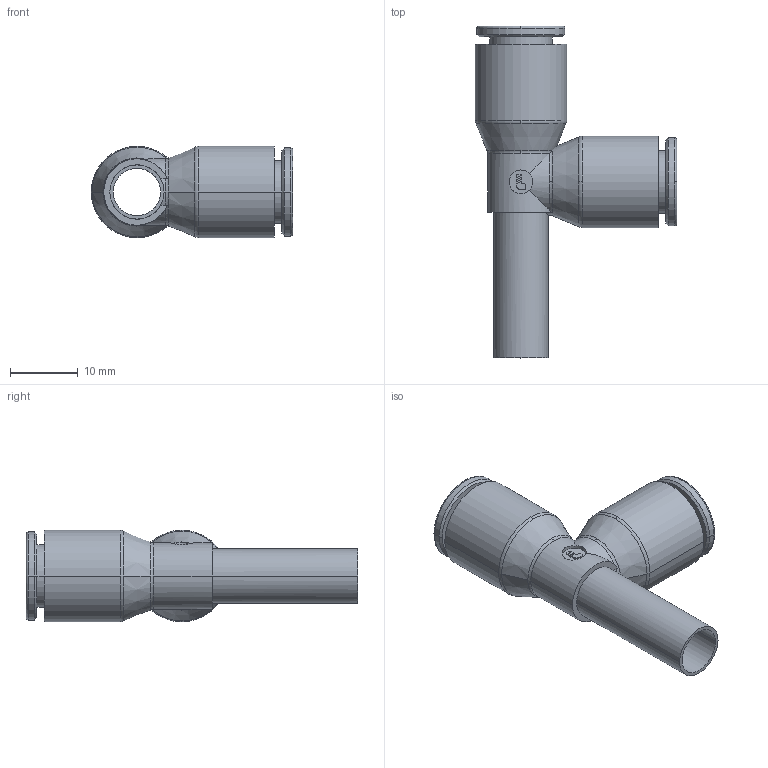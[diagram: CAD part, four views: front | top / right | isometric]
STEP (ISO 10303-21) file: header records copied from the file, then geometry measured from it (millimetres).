
FILE_DESCRIPTION(('STEP AP214'),'1');
FILE_NAME('3183_08_00.stp','2016-07-07T14:59:09',('TraceParts'),('TraceParts S.A.'),'Spatial InterOp 3D',' ',' ');
FILE_SCHEMA(('automotive_design'));
Length unit declared in the file: millimetre
Products named in the file (1): 1
Bounding box: 29.75 x 49 x 13.5 mm (x, y, z)
Volume: 3399 mm3; surface area: 4350.8 mm2
Topology: 1 solids, 1 shells, 82 faces, 217 edges, 141 vertices
Faces by surface type: cylinder 34, plane 25, torus 14, cone 8, sphere 1
Entity records: 2894 total; most frequent: CARTESIAN_POINT 759, DIRECTION 485, ORIENTED_EDGE 430, EDGE_CURVE 215, AXIS2_PLACEMENT_3D 203, VERTEX_POINT 141, CIRCLE 112, EDGE_LOOP 92
